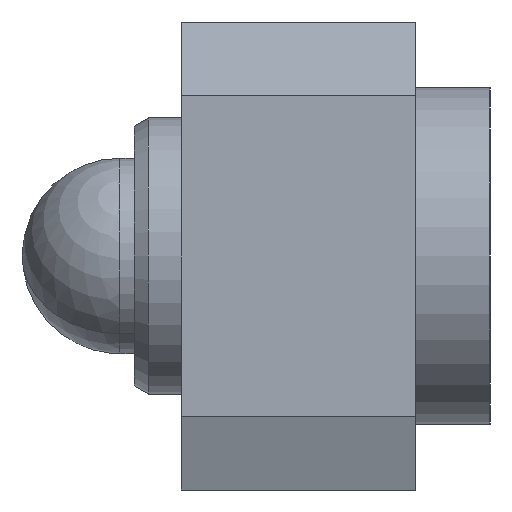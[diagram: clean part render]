
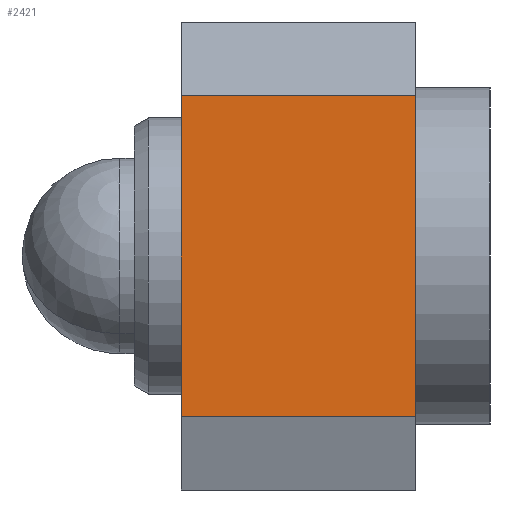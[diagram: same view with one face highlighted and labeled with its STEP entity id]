
A CAD part, left-side view. The second image highlights one B-rep face of the part: STEP entity #2421.
In plain terms, the highlighted planar face has unit normal (-1, 0, 0).
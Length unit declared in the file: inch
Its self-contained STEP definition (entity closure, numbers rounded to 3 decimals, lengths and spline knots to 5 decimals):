
#134 = CARTESIAN_POINT ( 'NONE',  ( -0.01203, -0.05, -0.08425 ) ) ;
#215 = EDGE_CURVE ( 'NONE', #704, #1154, #2719, .T. ) ;
#222 = LINE ( 'NONE', #438, #2509 ) ;
#366 = VECTOR ( 'NONE', #2543, 39.37008 ) ;
#381 = PLANE ( 'NONE',  #716 ) ;
#438 = CARTESIAN_POINT ( 'NONE',  ( -0.01203, -0.05, -0.08425 ) ) ;
#531 = CARTESIAN_POINT ( 'NONE',  ( -0.01203, -0.05, -0.01575 ) ) ;
#558 = ORIENTED_EDGE ( 'NONE', *, *, #215, .T. ) ;
#570 = LINE ( 'NONE', #1315, #2017 ) ;
#651 = DIRECTION ( 'NONE',  ( 0., 0., 1. ) ) ;
#704 = VERTEX_POINT ( 'NONE', #833 ) ;
#715 = EDGE_CURVE ( 'NONE', #2231, #2218, #222, .T. ) ;
#716 = AXIS2_PLACEMENT_3D ( 'NONE', #134, #2786, #1070 ) ;
#833 = CARTESIAN_POINT ( 'NONE',  ( -0.01203, -0.05, -0.01575 ) ) ;
#1070 = DIRECTION ( 'NONE',  ( 0., 0., 1. ) ) ;
#1084 = CARTESIAN_POINT ( 'NONE',  ( -0.01203, 0., -0.01575 ) ) ;
#1154 = VERTEX_POINT ( 'NONE', #1084 ) ;
#1226 = EDGE_LOOP ( 'NONE', ( #1556, #1594, #2070, #558 ) ) ;
#1315 = CARTESIAN_POINT ( 'NONE',  ( -0.01203, -0.05, -0.08425 ) ) ;
#1331 = CARTESIAN_POINT ( 'NONE',  ( -0.01203, -0.05, -0.08425 ) ) ;
#1362 = CARTESIAN_POINT ( 'NONE',  ( -0.01203, 0., -0.08425 ) ) ;
#1454 = FACE_OUTER_BOUND ( 'NONE', #1226, .T. ) ;
#1467 = DIRECTION ( 'NONE',  ( 0., 0., 1. ) ) ;
#1556 = ORIENTED_EDGE ( 'NONE', *, *, #1781, .F. ) ;
#1594 = ORIENTED_EDGE ( 'NONE', *, *, #715, .F. ) ;
#1781 = EDGE_CURVE ( 'NONE', #2218, #1154, #2650, .T. ) ;
#1978 = DIRECTION ( 'NONE',  ( 0., 1., 0. ) ) ;
#1981 = CARTESIAN_POINT ( 'NONE',  ( -0.01203, 0., -0.08425 ) ) ;
#2017 = VECTOR ( 'NONE', #1467, 39.37008 ) ;
#2027 = EDGE_CURVE ( 'NONE', #2231, #704, #570, .T. ) ;
#2070 = ORIENTED_EDGE ( 'NONE', *, *, #2027, .T. ) ;
#2218 = VERTEX_POINT ( 'NONE', #1981 ) ;
#2231 = VERTEX_POINT ( 'NONE', #1331 ) ;
#2421 = ADVANCED_FACE ( 'NONE', ( #1454 ), #381, .T. ) ;
#2509 = VECTOR ( 'NONE', #1978, 39.37008 ) ;
#2543 = DIRECTION ( 'NONE',  ( 0., 1., 0. ) ) ;
#2650 = LINE ( 'NONE', #1362, #2662 ) ;
#2662 = VECTOR ( 'NONE', #651, 39.37008 ) ;
#2719 = LINE ( 'NONE', #531, #366 ) ;
#2786 = DIRECTION ( 'NONE',  ( -1., 0., 0. ) ) ;
